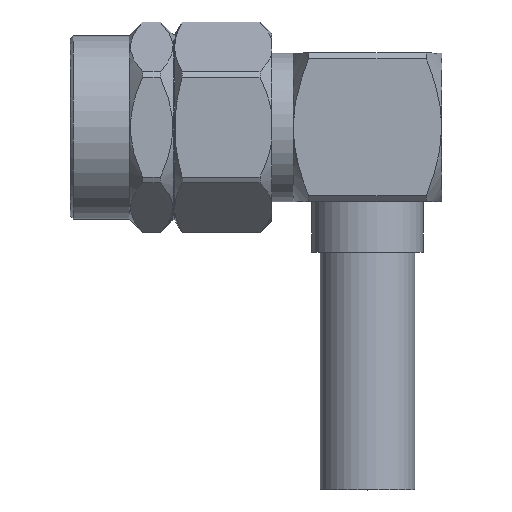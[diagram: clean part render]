
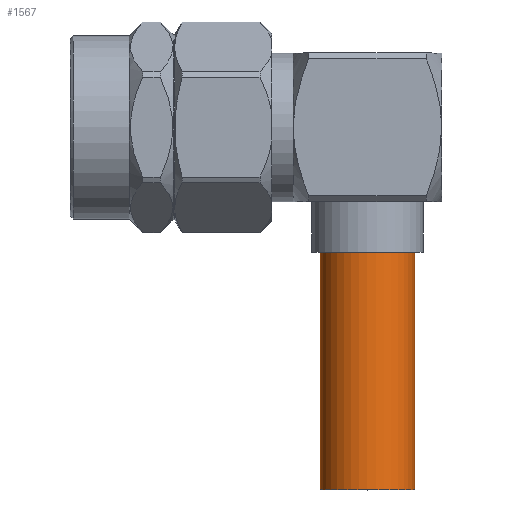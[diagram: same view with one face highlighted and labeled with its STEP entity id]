
A CAD part, top view. The second image highlights one B-rep face of the part: STEP entity #1567.
In plain terms, the highlighted cylindrical face has radius 2.025 mm (diameter 4.049 mm), a full revolution.
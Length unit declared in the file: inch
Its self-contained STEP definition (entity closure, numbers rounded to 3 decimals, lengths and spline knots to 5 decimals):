
#124 = DIRECTION ( 'NONE',  ( 0., 0., 1. ) ) ;
#428 = CARTESIAN_POINT ( 'NONE',  ( 0., -0.21048, 0.07971 ) ) ;
#593 = FACE_OUTER_BOUND ( 'NONE', #1281, .T. ) ;
#599 = ORIENTED_EDGE ( 'NONE', *, *, #2186, .T. ) ;
#605 = CARTESIAN_POINT ( 'NONE',  ( 0., -0.61, 0. ) ) ;
#834 = AXIS2_PLACEMENT_3D ( 'NONE', #2561, #1000, #3091 ) ;
#1000 = DIRECTION ( 'NONE',  ( 0., 1., 0. ) ) ;
#1048 = CIRCLE ( 'NONE', #1983, 0.07971 ) ;
#1155 = FACE_OUTER_BOUND ( 'NONE', #1621, .T. ) ;
#1281 = EDGE_LOOP ( 'NONE', ( #599 ) ) ;
#1383 = EDGE_CURVE ( 'NONE', #2768, #2768, #2095, .T. ) ;
#1567 = ADVANCED_FACE ( 'NONE', ( #1155, #593 ), #2189, .T. ) ;
#1621 = EDGE_LOOP ( 'NONE', ( #3113 ) ) ;
#1629 = CARTESIAN_POINT ( 'NONE',  ( 0., 0., 0. ) ) ;
#1983 = AXIS2_PLACEMENT_3D ( 'NONE', #605, #2713, #124 ) ;
#2013 = VERTEX_POINT ( 'NONE', #2798 ) ;
#2095 = CIRCLE ( 'NONE', #834, 0.07971 ) ;
#2186 = EDGE_CURVE ( 'NONE', #2013, #2013, #1048, .T. ) ;
#2189 = CYLINDRICAL_SURFACE ( 'NONE', #2525, 0.07971 ) ;
#2525 = AXIS2_PLACEMENT_3D ( 'NONE', #1629, #3188, #2990 ) ;
#2561 = CARTESIAN_POINT ( 'NONE',  ( 0., -0.21048, 0. ) ) ;
#2713 = DIRECTION ( 'NONE',  ( 0., 1., 0. ) ) ;
#2768 = VERTEX_POINT ( 'NONE', #428 ) ;
#2798 = CARTESIAN_POINT ( 'NONE',  ( 0., -0.61, 0.07971 ) ) ;
#2990 = DIRECTION ( 'NONE',  ( 0., 0., 1. ) ) ;
#3091 = DIRECTION ( 'NONE',  ( 0., 0., 1. ) ) ;
#3113 = ORIENTED_EDGE ( 'NONE', *, *, #1383, .F. ) ;
#3188 = DIRECTION ( 'NONE',  ( 0., 1., 0. ) ) ;
